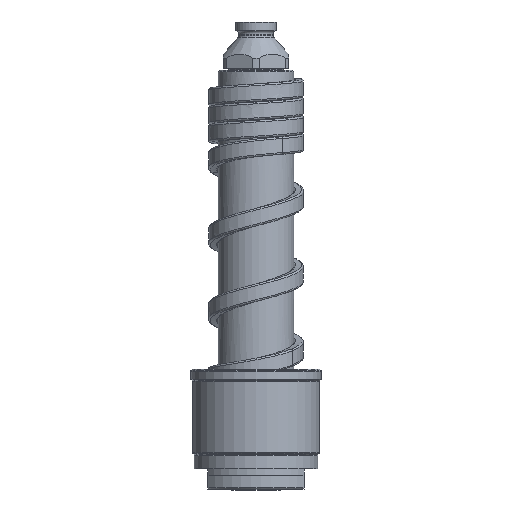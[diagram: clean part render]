
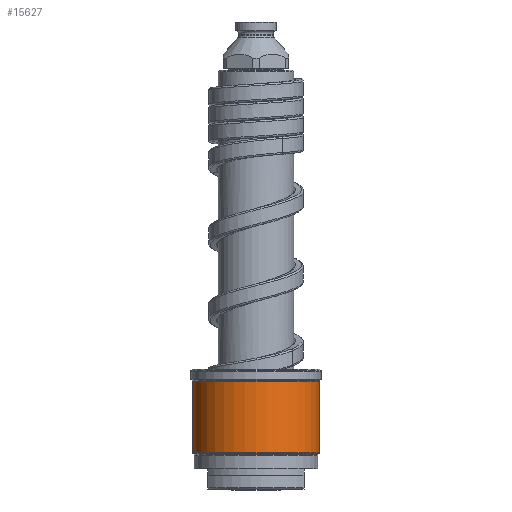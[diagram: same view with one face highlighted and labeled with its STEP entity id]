
A CAD part, front view. The second image highlights one B-rep face of the part: STEP entity #15627.
In plain terms, the highlighted cylindrical face has radius 18.5 mm (diameter 37 mm), a partial arc.
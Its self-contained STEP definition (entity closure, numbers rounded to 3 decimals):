
#5876=CARTESIAN_POINT('',(0.,0.,10.583));
#5877=DIRECTION('',(0.,0.,1.));
#5878=DIRECTION('',(-1.,0.,0.));
#5879=AXIS2_PLACEMENT_3D('',#5876,#5877,#5878);
#5881=DIRECTION('',(0.,0.,-1.));
#5882=VECTOR('',#5881,20.834);
#5883=CARTESIAN_POINT('',(-18.5,0.,31.417));
#5884=LINE('',#5883,#5882);
#5885=CARTESIAN_POINT('',(0.,0.,31.417));
#5886=DIRECTION('',(0.,0.,1.));
#5887=DIRECTION('',(-1.,0.,0.));
#5888=AXIS2_PLACEMENT_3D('',#5885,#5886,#5887);
#5890=DIRECTION('',(0.,0.,-1.));
#5891=VECTOR('',#5890,20.834);
#5892=CARTESIAN_POINT('',(18.5,0.,31.417));
#5893=LINE('',#5892,#5891);
#6551=CARTESIAN_POINT('',(18.5,0.,31.417));
#6552=CARTESIAN_POINT('',(-18.5,0.,31.417));
#6553=VERTEX_POINT('',#6551);
#6554=VERTEX_POINT('',#6552);
#6577=CARTESIAN_POINT('',(18.5,0.,10.583));
#6578=VERTEX_POINT('',#6577);
#6579=CARTESIAN_POINT('',(-18.5,0.,10.583));
#6580=VERTEX_POINT('',#6579);
#15613=CARTESIAN_POINT('',(0.,0.,8.75));
#15614=DIRECTION('',(0.,0.,1.));
#15615=DIRECTION('',(-1.,0.,0.));
#15616=AXIS2_PLACEMENT_3D('',#15613,#15614,#15615);
#15617=CYLINDRICAL_SURFACE('',#15616,18.5);
#15619=ORIENTED_EDGE('',*,*,#15618,.F.);
#15621=ORIENTED_EDGE('',*,*,#15620,.F.);
#15622=ORIENTED_EDGE('',*,*,#15603,.T.);
#15624=ORIENTED_EDGE('',*,*,#15623,.T.);
#15625=EDGE_LOOP('',(#15619,#15621,#15622,#15624));
#15626=FACE_OUTER_BOUND('',#15625,.F.);
#5880=CIRCLE('',#5879,18.5);
#5889=CIRCLE('',#5888,18.5);
#15603=EDGE_CURVE('',#6554,#6553,#5889,.T.);
#15618=EDGE_CURVE('',#6580,#6578,#5880,.T.);
#15620=EDGE_CURVE('',#6554,#6580,#5884,.T.);
#15623=EDGE_CURVE('',#6553,#6578,#5893,.T.);
#15627=ADVANCED_FACE('',(#15626),#15617,.T.);
